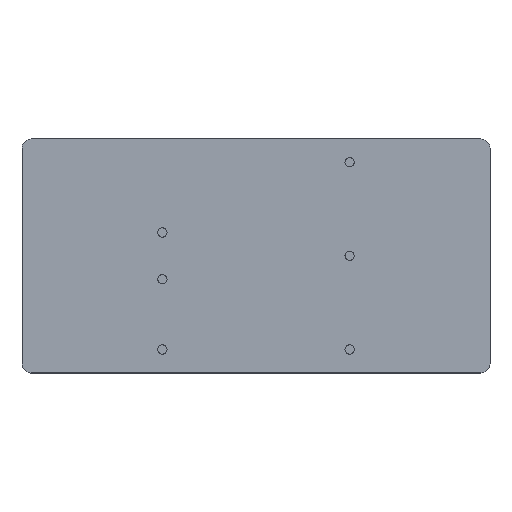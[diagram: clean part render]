
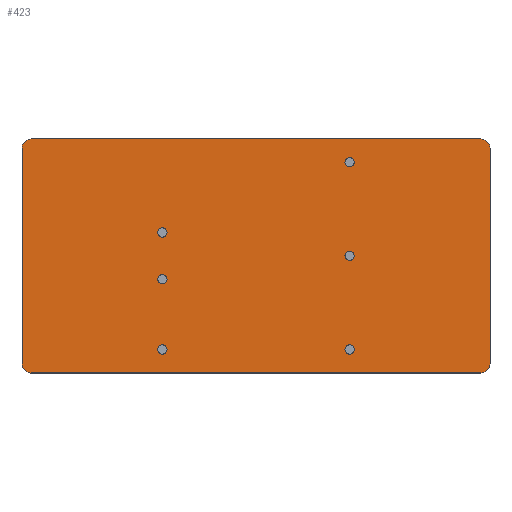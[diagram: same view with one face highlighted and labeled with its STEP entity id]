
A CAD part, top view. The second image highlights one B-rep face of the part: STEP entity #423.
In plain terms, the highlighted planar face has unit normal (0, 0, 1).
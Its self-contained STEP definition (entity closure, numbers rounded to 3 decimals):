
#29=PLANE('',#495);
#61=LINE('',#751,#87);
#62=LINE('',#753,#88);
#63=LINE('',#755,#89);
#64=LINE('',#756,#90);
#87=VECTOR('',#605,10.);
#88=VECTOR('',#608,10.);
#89=VECTOR('',#611,10.);
#90=VECTOR('',#612,10.);
#125=FACE_OUTER_BOUND('',#161,.T.);
#161=EDGE_LOOP('',(#349,#350,#351,#352,#353,#354,#355,#356));
#186=CIRCLE('',#470,1.);
#190=CIRCLE('',#476,1.);
#194=CIRCLE('',#482,1.);
#198=CIRCLE('',#489,1.);
#214=VERTEX_POINT('',#694);
#215=VERTEX_POINT('',#695);
#219=VERTEX_POINT('',#707);
#220=VERTEX_POINT('',#708);
#224=VERTEX_POINT('',#720);
#225=VERTEX_POINT('',#721);
#229=VERTEX_POINT('',#736);
#230=VERTEX_POINT('',#737);
#246=EDGE_CURVE('',#214,#215,#186,.T.);
#252=EDGE_CURVE('',#219,#220,#190,.T.);
#258=EDGE_CURVE('',#224,#225,#194,.T.);
#266=EDGE_CURVE('',#229,#230,#198,.T.);
#275=EDGE_CURVE('',#214,#225,#61,.T.);
#276=EDGE_CURVE('',#224,#230,#62,.T.);
#277=EDGE_CURVE('',#229,#220,#63,.T.);
#278=EDGE_CURVE('',#219,#215,#64,.T.);
#349=ORIENTED_EDGE('',*,*,#246,.F.);
#350=ORIENTED_EDGE('',*,*,#275,.T.);
#351=ORIENTED_EDGE('',*,*,#258,.F.);
#352=ORIENTED_EDGE('',*,*,#276,.T.);
#353=ORIENTED_EDGE('',*,*,#266,.F.);
#354=ORIENTED_EDGE('',*,*,#277,.T.);
#355=ORIENTED_EDGE('',*,*,#252,.F.);
#356=ORIENTED_EDGE('',*,*,#278,.T.);
#423=ADVANCED_FACE('',(#125),#29,.T.);
#470=AXIS2_PLACEMENT_3D('',#696,#541,#542);
#476=AXIS2_PLACEMENT_3D('',#709,#555,#556);
#482=AXIS2_PLACEMENT_3D('',#722,#569,#570);
#489=AXIS2_PLACEMENT_3D('',#738,#587,#588);
#495=AXIS2_PLACEMENT_3D('',#754,#609,#610);
#541=DIRECTION('center_axis',(0.,0.,-1.));
#542=DIRECTION('ref_axis',(0.707,0.707,0.));
#555=DIRECTION('center_axis',(0.,0.,-1.));
#556=DIRECTION('ref_axis',(0.707,-0.707,0.));
#569=DIRECTION('center_axis',(0.,0.,-1.));
#570=DIRECTION('ref_axis',(-0.707,0.707,0.));
#587=DIRECTION('center_axis',(0.,0.,-1.));
#588=DIRECTION('ref_axis',(-0.707,-0.707,0.));
#605=DIRECTION('',(-1.,0.,0.));
#608=DIRECTION('',(0.,-1.,0.));
#609=DIRECTION('center_axis',(0.,0.,1.));
#610=DIRECTION('ref_axis',(1.,0.,0.));
#611=DIRECTION('',(1.,0.,0.));
#612=DIRECTION('',(0.,1.,0.));
#694=CARTESIAN_POINT('',(49.8,25.4,0.));
#695=CARTESIAN_POINT('',(50.8,24.4,0.));
#696=CARTESIAN_POINT('Origin',(49.8,24.4,0.));
#707=CARTESIAN_POINT('',(50.8,1.,0.));
#708=CARTESIAN_POINT('',(49.8,0.,0.));
#709=CARTESIAN_POINT('Origin',(49.8,1.,0.));
#720=CARTESIAN_POINT('',(0.,24.4,0.));
#721=CARTESIAN_POINT('',(1.,25.4,0.));
#722=CARTESIAN_POINT('Origin',(1.,24.4,0.));
#736=CARTESIAN_POINT('',(1.,0.,0.));
#737=CARTESIAN_POINT('',(0.,1.,0.));
#738=CARTESIAN_POINT('Origin',(1.,1.,0.));
#751=CARTESIAN_POINT('',(50.8,25.4,0.));
#753=CARTESIAN_POINT('',(0.,25.4,0.));
#754=CARTESIAN_POINT('Origin',(25.4,12.7,0.));
#755=CARTESIAN_POINT('',(0.,0.,0.));
#756=CARTESIAN_POINT('',(50.8,0.,0.));
